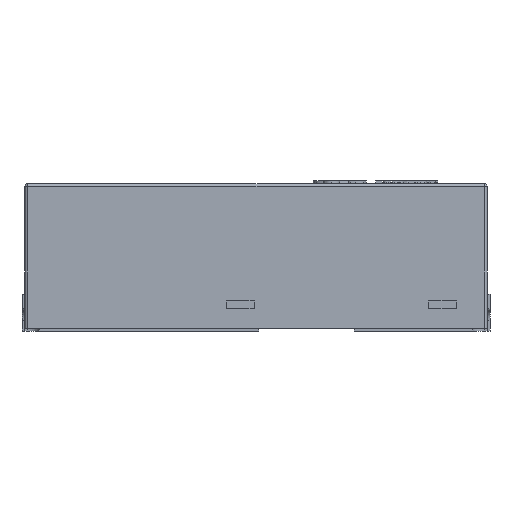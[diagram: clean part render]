
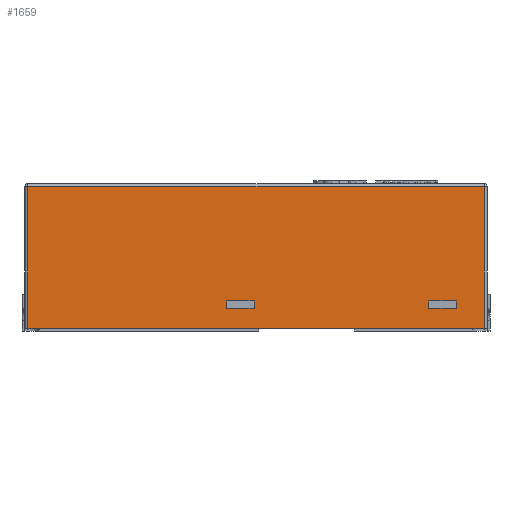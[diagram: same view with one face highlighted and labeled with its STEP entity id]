
A CAD part, left-side view. The second image highlights one B-rep face of the part: STEP entity #1659.
In plain terms, the highlighted planar face has unit normal (-1, 0, 0).
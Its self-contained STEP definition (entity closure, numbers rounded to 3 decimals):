
#57 = DIRECTION ( 'NONE',  ( 0., 0., -1. ) ) ;
#250 = CARTESIAN_POINT ( 'NONE',  ( -0.4, 0.007, 0.069 ) ) ;
#481 = DIRECTION ( 'NONE',  ( 0., 1., 0. ) ) ;
#487 = DIRECTION ( 'NONE',  ( 0., 0., 1. ) ) ;
#496 = EDGE_CURVE ( 'NONE', #14082, #7955, #2629, .T. ) ;
#532 = EDGE_LOOP ( 'NONE', ( #10083, #12534, #4476, #1388 ) ) ;
#619 = LINE ( 'NONE', #14405, #13438 ) ;
#1140 = CARTESIAN_POINT ( 'NONE',  ( -0.4, 0.102, 0.094 ) ) ;
#1243 = FACE_OUTER_BOUND ( 'NONE', #9789, .T. ) ;
#1388 = ORIENTED_EDGE ( 'NONE', *, *, #9334, .F. ) ;
#1659 = ADVANCED_FACE ( 'NONE', ( #2389, #1243, #16011 ), #5242, .F. ) ;
#1851 = EDGE_CURVE ( 'NONE', #7955, #8650, #619, .T. ) ;
#2016 = CARTESIAN_POINT ( 'NONE',  ( -0.4, -0.598, 0.069 ) ) ;
#2179 = VECTOR ( 'NONE', #5150, 1000. ) ;
#2208 = VECTOR ( 'NONE', #487, 1000. ) ;
#2325 = ORIENTED_EDGE ( 'NONE', *, *, #13651, .T. ) ;
#2355 = CARTESIAN_POINT ( 'NONE',  ( -0.4, 0.007, 0.094 ) ) ;
#2374 = VERTEX_POINT ( 'NONE', #11630 ) ;
#2389 = FACE_BOUND ( 'NONE', #2964, .T. ) ;
#2615 = VECTOR ( 'NONE', #13143, 1000. ) ;
#2629 = LINE ( 'NONE', #16961, #11146 ) ;
#2760 = LINE ( 'NONE', #4191, #3887 ) ;
#2964 = EDGE_LOOP ( 'NONE', ( #7801, #15932, #9721, #16738 ) ) ;
#3054 = LINE ( 'NONE', #7009, #10065 ) ;
#3457 = VECTOR ( 'NONE', #8557, 1000. ) ;
#3580 = CARTESIAN_POINT ( 'NONE',  ( -0.4, -0.693, 0.069 ) ) ;
#3797 = CARTESIAN_POINT ( 'NONE',  ( -0.4, 0.8, 0.5 ) ) ;
#3887 = VECTOR ( 'NONE', #8326, 1000. ) ;
#3888 = LINE ( 'NONE', #1140, #2179 ) ;
#4191 = CARTESIAN_POINT ( 'NONE',  ( -0.4, 0.007, 0.069 ) ) ;
#4476 = ORIENTED_EDGE ( 'NONE', *, *, #7680, .F. ) ;
#4634 = CARTESIAN_POINT ( 'NONE',  ( -0.4, -0.598, 0.094 ) ) ;
#5150 = DIRECTION ( 'NONE',  ( 0., 1., 0. ) ) ;
#5214 = EDGE_CURVE ( 'NONE', #6523, #11329, #15240, .T. ) ;
#5242 = PLANE ( 'NONE',  #7475 ) ;
#5280 = EDGE_CURVE ( 'NONE', #14118, #2374, #15870, .T. ) ;
#6027 = LINE ( 'NONE', #15283, #3457 ) ;
#6073 = CARTESIAN_POINT ( 'NONE',  ( -0.4, -0.79, 0.49 ) ) ;
#6101 = CARTESIAN_POINT ( 'NONE',  ( -0.4, -0.693, 0.094 ) ) ;
#6159 = LINE ( 'NONE', #11619, #14412 ) ;
#6171 = LINE ( 'NONE', #4634, #12043 ) ;
#6523 = VERTEX_POINT ( 'NONE', #7581 ) ;
#6899 = LINE ( 'NONE', #13738, #17545 ) ;
#7009 = CARTESIAN_POINT ( 'NONE',  ( -0.4, 0.102, 0.069 ) ) ;
#7148 = VERTEX_POINT ( 'NONE', #2355 ) ;
#7475 = AXIS2_PLACEMENT_3D ( 'NONE', #3797, #16105, #7948 ) ;
#7581 = CARTESIAN_POINT ( 'NONE',  ( -0.4, -0.79, 0. ) ) ;
#7680 = EDGE_CURVE ( 'NONE', #14735, #10959, #3054, .T. ) ;
#7801 = ORIENTED_EDGE ( 'NONE', *, *, #8126, .F. ) ;
#7948 = DIRECTION ( 'NONE',  ( 0., 1., 0. ) ) ;
#7955 = VERTEX_POINT ( 'NONE', #3580 ) ;
#8126 = EDGE_CURVE ( 'NONE', #8650, #10497, #6171, .T. ) ;
#8326 = DIRECTION ( 'NONE',  ( 0., 0., 1. ) ) ;
#8557 = DIRECTION ( 'NONE',  ( 0., 0., -1. ) ) ;
#8650 = VERTEX_POINT ( 'NONE', #6101 ) ;
#8813 = EDGE_CURVE ( 'NONE', #10959, #16502, #6899, .T. ) ;
#8962 = CARTESIAN_POINT ( 'NONE',  ( -0.4, 0.79, 0.5 ) ) ;
#9087 = CARTESIAN_POINT ( 'NONE',  ( -0.4, 0.8, 0. ) ) ;
#9334 = EDGE_CURVE ( 'NONE', #7148, #14735, #3888, .T. ) ;
#9721 = ORIENTED_EDGE ( 'NONE', *, *, #496, .F. ) ;
#9789 = EDGE_LOOP ( 'NONE', ( #2325, #14123, #13895, #10310 ) ) ;
#9897 = CARTESIAN_POINT ( 'NONE',  ( -0.4, 0.79, 0.49 ) ) ;
#10065 = VECTOR ( 'NONE', #57, 1000. ) ;
#10083 = ORIENTED_EDGE ( 'NONE', *, *, #13528, .F. ) ;
#10310 = ORIENTED_EDGE ( 'NONE', *, *, #5214, .T. ) ;
#10497 = VERTEX_POINT ( 'NONE', #14138 ) ;
#10737 = EDGE_CURVE ( 'NONE', #10497, #14082, #6027, .T. ) ;
#10846 = EDGE_CURVE ( 'NONE', #2374, #6523, #15812, .T. ) ;
#10959 = VERTEX_POINT ( 'NONE', #15968 ) ;
#11118 = CARTESIAN_POINT ( 'NONE',  ( -0.4, -0.79, 0.5 ) ) ;
#11146 = VECTOR ( 'NONE', #11391, 1000. ) ;
#11329 = VERTEX_POINT ( 'NONE', #6073 ) ;
#11391 = DIRECTION ( 'NONE',  ( 0., -1., 0. ) ) ;
#11619 = CARTESIAN_POINT ( 'NONE',  ( -0.4, 0.8, 0.49 ) ) ;
#11630 = CARTESIAN_POINT ( 'NONE',  ( -0.4, 0.79, 0. ) ) ;
#12043 = VECTOR ( 'NONE', #481, 1000. ) ;
#12534 = ORIENTED_EDGE ( 'NONE', *, *, #8813, .F. ) ;
#13143 = DIRECTION ( 'NONE',  ( 0., -1., 0. ) ) ;
#13395 = DIRECTION ( 'NONE',  ( 0., 0., 1. ) ) ;
#13438 = VECTOR ( 'NONE', #13395, 1000. ) ;
#13528 = EDGE_CURVE ( 'NONE', #16502, #7148, #2760, .T. ) ;
#13651 = EDGE_CURVE ( 'NONE', #11329, #14118, #6159, .T. ) ;
#13738 = CARTESIAN_POINT ( 'NONE',  ( -0.4, 0.102, 0.069 ) ) ;
#13895 = ORIENTED_EDGE ( 'NONE', *, *, #10846, .T. ) ;
#14082 = VERTEX_POINT ( 'NONE', #2016 ) ;
#14118 = VERTEX_POINT ( 'NONE', #9897 ) ;
#14123 = ORIENTED_EDGE ( 'NONE', *, *, #5280, .T. ) ;
#14138 = CARTESIAN_POINT ( 'NONE',  ( -0.4, -0.598, 0.094 ) ) ;
#14405 = CARTESIAN_POINT ( 'NONE',  ( -0.4, -0.693, 0.069 ) ) ;
#14412 = VECTOR ( 'NONE', #17094, 1000. ) ;
#14735 = VERTEX_POINT ( 'NONE', #15065 ) ;
#14976 = DIRECTION ( 'NONE',  ( 0., -1., 0. ) ) ;
#14989 = VECTOR ( 'NONE', #15937, 1000. ) ;
#15065 = CARTESIAN_POINT ( 'NONE',  ( -0.4, 0.102, 0.094 ) ) ;
#15240 = LINE ( 'NONE', #11118, #2208 ) ;
#15283 = CARTESIAN_POINT ( 'NONE',  ( -0.4, -0.598, 0.069 ) ) ;
#15812 = LINE ( 'NONE', #9087, #2615 ) ;
#15870 = LINE ( 'NONE', #8962, #14989 ) ;
#15932 = ORIENTED_EDGE ( 'NONE', *, *, #1851, .F. ) ;
#15937 = DIRECTION ( 'NONE',  ( 0., 0., -1. ) ) ;
#15968 = CARTESIAN_POINT ( 'NONE',  ( -0.4, 0.102, 0.069 ) ) ;
#16011 = FACE_BOUND ( 'NONE', #532, .T. ) ;
#16105 = DIRECTION ( 'NONE',  ( 1., 0., 0. ) ) ;
#16502 = VERTEX_POINT ( 'NONE', #250 ) ;
#16738 = ORIENTED_EDGE ( 'NONE', *, *, #10737, .F. ) ;
#16961 = CARTESIAN_POINT ( 'NONE',  ( -0.4, -0.598, 0.069 ) ) ;
#17094 = DIRECTION ( 'NONE',  ( 0., 1., 0. ) ) ;
#17545 = VECTOR ( 'NONE', #14976, 1000. ) ;
